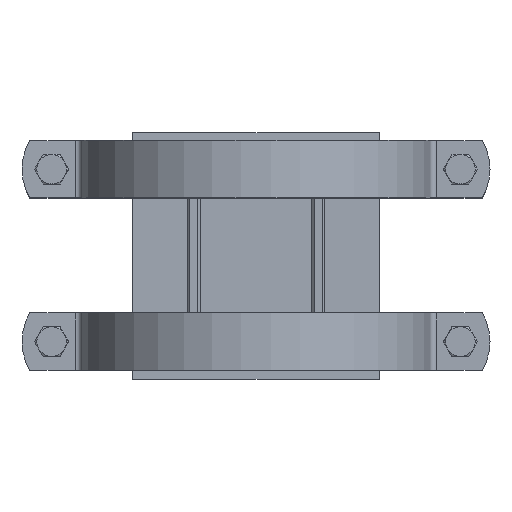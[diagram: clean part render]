
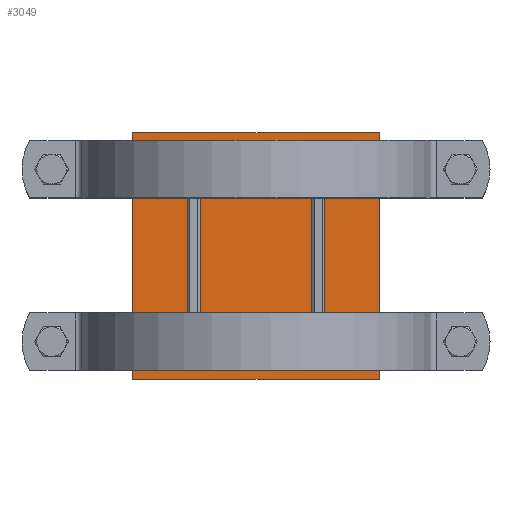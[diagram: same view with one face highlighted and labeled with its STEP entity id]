
A CAD part, top view. The second image highlights one B-rep face of the part: STEP entity #3049.
In plain terms, the highlighted planar face has unit normal (0, 0, 1).
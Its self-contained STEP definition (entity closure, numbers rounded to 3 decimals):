
#2907=CARTESIAN_POINT('',(-150.0,-150.0,10.0));
#2908=VERTEX_POINT('',#2907);
#2909=CARTESIAN_POINT('',(-150.0,150.0,10.0));
#2910=VERTEX_POINT('',#2909);
#2911=CARTESIAN_POINT('',(-150.0,-150.0,10.0));
#2912=DIRECTION('',(0.0,1.0,0.0));
#2913=VECTOR('',#2912,300.0);
#2914=LINE('',#2911,#2913);
#2915=EDGE_CURVE('',#2908,#2910,#2914,.T.);
#2947=CARTESIAN_POINT('',(150.0,150.0,10.0));
#2948=VERTEX_POINT('',#2947);
#2949=CARTESIAN_POINT('',(-150.0,150.0,10.0));
#2950=DIRECTION('',(1.0,0.0,0.0));
#2951=VECTOR('',#2950,300.0);
#2952=LINE('',#2949,#2951);
#2953=EDGE_CURVE('',#2910,#2948,#2952,.T.);
#2978=CARTESIAN_POINT('',(150.0,-150.0,10.0));
#2979=VERTEX_POINT('',#2978);
#2980=CARTESIAN_POINT('',(150.0,150.0,10.0));
#2981=DIRECTION('',(0.0,-1.0,0.0));
#2982=VECTOR('',#2981,300.0);
#2983=LINE('',#2980,#2982);
#2984=EDGE_CURVE('',#2948,#2979,#2983,.T.);
#3009=CARTESIAN_POINT('',(150.0,-150.0,10.0));
#3010=DIRECTION('',(-1.0,0.0,0.0));
#3011=VECTOR('',#3010,300.0);
#3012=LINE('',#3009,#3011);
#3013=EDGE_CURVE('',#2979,#2908,#3012,.T.);
#3038=CARTESIAN_POINT('',(0.0,0.0,10.0));
#3039=DIRECTION('',(0.0,0.0,1.0));
#3040=DIRECTION('',(1.0,0.0,0.0));
#3041=AXIS2_PLACEMENT_3D('',#3038,#3039,#3040);
#3042=PLANE('',#3041);
#3043=ORIENTED_EDGE('',*,*,#2915,.F.);
#3044=ORIENTED_EDGE('',*,*,#3013,.F.);
#3045=ORIENTED_EDGE('',*,*,#2984,.F.);
#3046=ORIENTED_EDGE('',*,*,#2953,.F.);
#3047=EDGE_LOOP('',(#3043,#3044,#3045,#3046));
#3048=FACE_OUTER_BOUND('',#3047,.T.);
#3049=ADVANCED_FACE('',(#3048),#3042,.T.);
